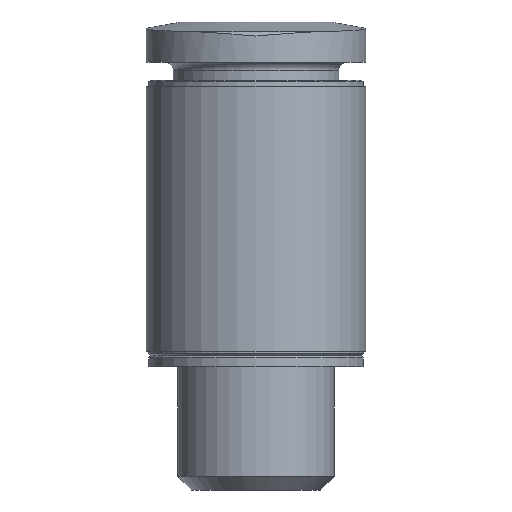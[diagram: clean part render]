
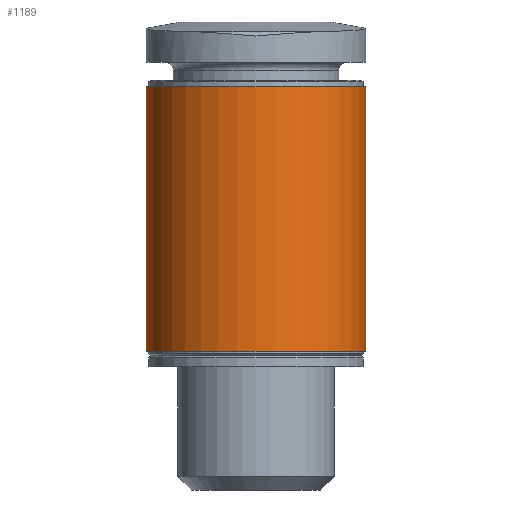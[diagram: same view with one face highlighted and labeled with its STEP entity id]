
A CAD part, front view. The second image highlights one B-rep face of the part: STEP entity #1189.
In plain terms, the highlighted cylindrical face has radius 4.9 mm (diameter 9.8 mm), a partial arc.
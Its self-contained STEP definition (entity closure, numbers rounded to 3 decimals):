
#85 = DIRECTION ( 'NONE',  ( -1., 0., 0. ) ) ;
#117 = ORIENTED_EDGE ( 'NONE', *, *, #123, .F. ) ;
#123 = EDGE_CURVE ( 'NONE', #484, #362, #646, .T. ) ;
#148 = DIRECTION ( 'NONE',  ( 0., 0., -1. ) ) ;
#180 = CARTESIAN_POINT ( 'NONE',  ( 0., 0., 12.5 ) ) ;
#212 = VERTEX_POINT ( 'NONE', #717 ) ;
#218 = CARTESIAN_POINT ( 'NONE',  ( 4.9, 0., 0.7 ) ) ;
#273 = AXIS2_PLACEMENT_3D ( 'NONE', #1391, #1040, #375 ) ;
#356 = LINE ( 'NONE', #913, #1118 ) ;
#362 = VERTEX_POINT ( 'NONE', #218 ) ;
#375 = DIRECTION ( 'NONE',  ( -1., 0., 0. ) ) ;
#383 = CYLINDRICAL_SURFACE ( 'NONE', #273, 4.9 ) ;
#402 = DIRECTION ( 'NONE',  ( 0., 0., -1. ) ) ;
#451 = VECTOR ( 'NONE', #148, 1000. ) ;
#484 = VERTEX_POINT ( 'NONE', #1346 ) ;
#496 = DIRECTION ( 'NONE',  ( 0., 0., -1. ) ) ;
#563 = AXIS2_PLACEMENT_3D ( 'NONE', #180, #496, #707 ) ;
#644 = EDGE_CURVE ( 'NONE', #484, #780, #918, .T. ) ;
#646 = LINE ( 'NONE', #816, #451 ) ;
#651 = ORIENTED_EDGE ( 'NONE', *, *, #1025, .T. ) ;
#696 = ORIENTED_EDGE ( 'NONE', *, *, #1415, .F. ) ;
#707 = DIRECTION ( 'NONE',  ( -1., 0., 0. ) ) ;
#714 = CARTESIAN_POINT ( 'NONE',  ( -4.9, 0., 12.5 ) ) ;
#717 = CARTESIAN_POINT ( 'NONE',  ( -4.9, 0., 0.7 ) ) ;
#780 = VERTEX_POINT ( 'NONE', #714 ) ;
#816 = CARTESIAN_POINT ( 'NONE',  ( 4.9, 0., -5.5 ) ) ;
#913 = CARTESIAN_POINT ( 'NONE',  ( -4.9, 0., -5.5 ) ) ;
#916 = DIRECTION ( 'NONE',  ( 0., 0., -1. ) ) ;
#918 = CIRCLE ( 'NONE', #563, 4.9 ) ;
#1025 = EDGE_CURVE ( 'NONE', #780, #212, #356, .T. ) ;
#1040 = DIRECTION ( 'NONE',  ( 0., 0., -1. ) ) ;
#1118 = VECTOR ( 'NONE', #916, 1000. ) ;
#1123 = ORIENTED_EDGE ( 'NONE', *, *, #644, .T. ) ;
#1157 = CIRCLE ( 'NONE', #1194, 4.9 ) ;
#1189 = ADVANCED_FACE ( 'CYL_3', ( #1399 ), #383, .T. ) ;
#1194 = AXIS2_PLACEMENT_3D ( 'NONE', #1334, #402, #85 ) ;
#1334 = CARTESIAN_POINT ( 'NONE',  ( 0., 0., 0.7 ) ) ;
#1346 = CARTESIAN_POINT ( 'NONE',  ( 4.9, 0., 12.5 ) ) ;
#1353 = EDGE_LOOP ( 'NONE', ( #117, #1123, #651, #696 ) ) ;
#1391 = CARTESIAN_POINT ( 'NONE',  ( 0., 0., -5.5 ) ) ;
#1399 = FACE_OUTER_BOUND ( 'NONE', #1353, .T. ) ;
#1415 = EDGE_CURVE ( 'NONE', #362, #212, #1157, .T. ) ;
